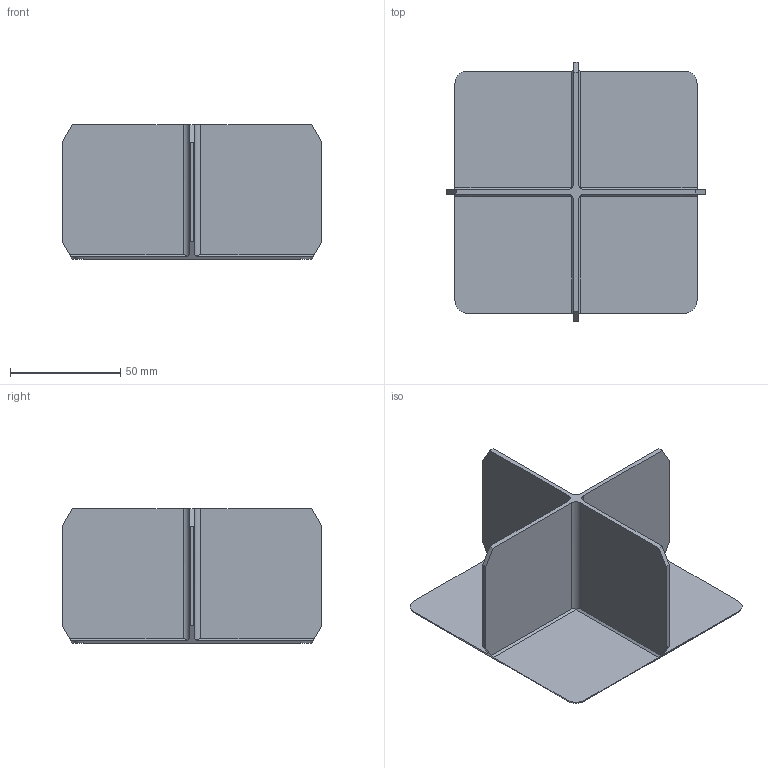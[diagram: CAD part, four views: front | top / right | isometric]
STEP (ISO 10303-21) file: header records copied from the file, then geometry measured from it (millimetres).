
FILE_DESCRIPTION(('FreeCAD Model'),'2;1');
FILE_NAME('Open CASCADE Shape Model','2024-03-11T08:49:10',(''),(''), 'Open CASCADE STEP processor 7.7','FreeCAD','Unknown');
FILE_SCHEMA(('AP242_MANAGED_MODEL_BASED_3D_ENGINEERING_MIM_LF. {1 0 10303 442 1 1 4 }'));
Length unit declared in the file: millimetre
Products named in the file (1): insert-120-120-50
Bounding box: 117.7 x 117.7 x 61.2 mm (x, y, z)
Volume: 42694.2 mm3; surface area: 51814.1 mm2
Topology: 1 solids, 1 shells, 58 faces, 168 edges, 112 vertices
Faces by surface type: plane 34, cylinder 20, cone 4
Entity records: 4353 total; most frequent: CARTESIAN_POINT 1121, DIRECTION 573, ORIENTED_EDGE 336, LINE 336, VECTOR 336, PCURVE 336, DEFINITIONAL_REPRESENTATION 336, EDGE_CURVE 168
